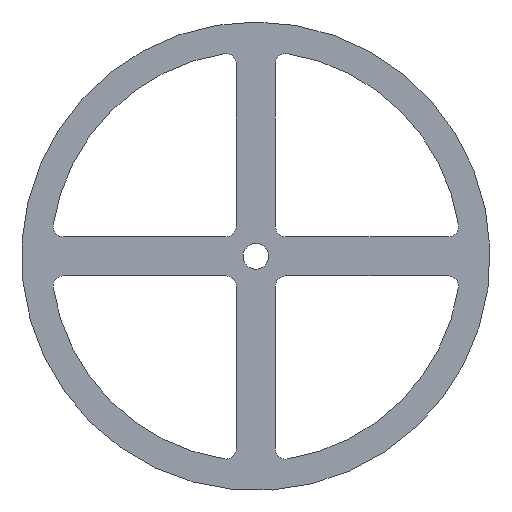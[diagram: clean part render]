
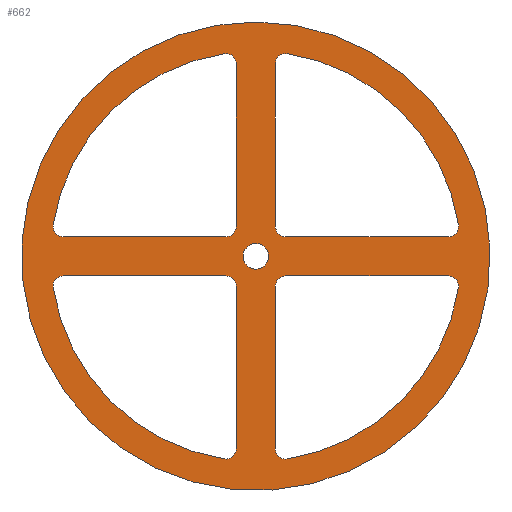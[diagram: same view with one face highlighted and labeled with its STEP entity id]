
A CAD part, front view. The second image highlights one B-rep face of the part: STEP entity #662.
In plain terms, the highlighted planar face has unit normal (0, -1, 0).
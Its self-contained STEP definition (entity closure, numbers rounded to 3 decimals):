
#81=CARTESIAN_POINT('',(0.,-35.,0.));
#82=DIRECTION('',(0.,-1.,0.));
#83=DIRECTION('',(-0.998,0.,0.066));
#84=AXIS2_PLACEMENT_3D('',#81,#82,#83);
#86=CARTESIAN_POINT('',(0.,-35.,0.));
#87=DIRECTION('',(0.,-1.,0.));
#88=DIRECTION('',(0.,0.,1.));
#89=AXIS2_PLACEMENT_3D('',#86,#87,#88);
#91=CARTESIAN_POINT('',(0.,-35.,0.));
#92=DIRECTION('',(0.,1.,0.));
#93=DIRECTION('',(0.,0.,-1.));
#94=AXIS2_PLACEMENT_3D('',#91,#92,#93);
#96=CARTESIAN_POINT('',(0.,-35.,0.));
#97=DIRECTION('',(0.,1.,0.));
#98=DIRECTION('',(0.,0.,1.));
#99=AXIS2_PLACEMENT_3D('',#96,#97,#98);
#101=DIRECTION('',(-1.,0.,0.));
#102=VECTOR('',#101,158.673);
#103=CARTESIAN_POINT('',(-29.087,-35.,19.087));
#104=LINE('',#103,#102);
#105=DIRECTION('',(0.,0.,-1.));
#106=VECTOR('',#105,158.673);
#107=CARTESIAN_POINT('',(-19.087,-35.,187.76));
#108=LINE('',#107,#106);
#109=CARTESIAN_POINT('',(0.,-35.,0.));
#110=DIRECTION('',(0.,1.,0.));
#111=DIRECTION('',(-0.988,0.,0.153));
#112=AXIS2_PLACEMENT_3D('',#109,#110,#111);
#114=DIRECTION('',(0.,0.,1.));
#115=VECTOR('',#114,158.673);
#116=CARTESIAN_POINT('',(19.087,-35.,-187.76));
#117=LINE('',#116,#115);
#118=CARTESIAN_POINT('',(0.,-35.,0.));
#119=DIRECTION('',(0.,1.,0.));
#120=DIRECTION('',(0.988,0.,-0.153));
#121=AXIS2_PLACEMENT_3D('',#118,#119,#120);
#123=DIRECTION('',(1.,0.,0.));
#124=VECTOR('',#123,158.673);
#125=CARTESIAN_POINT('',(29.087,-35.,-19.087));
#126=LINE('',#125,#124);
#127=DIRECTION('',(0.,0.,-1.));
#128=VECTOR('',#127,158.673);
#129=CARTESIAN_POINT('',(-19.087,-35.,-29.087));
#130=LINE('',#129,#128);
#131=DIRECTION('',(1.,0.,0.));
#132=VECTOR('',#131,158.673);
#133=CARTESIAN_POINT('',(-187.76,-35.,-19.087));
#134=LINE('',#133,#132);
#135=CARTESIAN_POINT('',(0.,-35.,0.));
#136=DIRECTION('',(0.,1.,0.));
#137=DIRECTION('',(-0.153,0.,-0.988));
#138=AXIS2_PLACEMENT_3D('',#135,#136,#137);
#140=DIRECTION('',(0.,0.,1.));
#141=VECTOR('',#140,158.673);
#142=CARTESIAN_POINT('',(19.087,-35.,29.087));
#143=LINE('',#142,#141);
#144=DIRECTION('',(-1.,0.,0.));
#145=VECTOR('',#144,158.673);
#146=CARTESIAN_POINT('',(187.76,-35.,19.087));
#147=LINE('',#146,#145);
#148=CARTESIAN_POINT('',(0.,-35.,0.));
#149=DIRECTION('',(0.,1.,0.));
#150=DIRECTION('',(0.153,0.,0.988));
#151=AXIS2_PLACEMENT_3D('',#148,#149,#150);
#174=CARTESIAN_POINT('',(-187.76,-35.,29.087));
#175=DIRECTION('',(0.,1.,0.));
#176=DIRECTION('',(0.,0.,-1.));
#177=AXIS2_PLACEMENT_3D('',#174,#175,#176);
#192=CARTESIAN_POINT('',(-29.087,-35.,187.76));
#193=DIRECTION('',(0.,1.,0.));
#194=DIRECTION('',(-0.153,0.,0.988));
#195=AXIS2_PLACEMENT_3D('',#192,#193,#194);
#210=CARTESIAN_POINT('',(-29.087,-35.,29.087));
#211=DIRECTION('',(0.,1.,0.));
#212=DIRECTION('',(1.,0.,0.));
#213=AXIS2_PLACEMENT_3D('',#210,#211,#212);
#228=CARTESIAN_POINT('',(29.087,-35.,-187.76));
#229=DIRECTION('',(0.,1.,0.));
#230=DIRECTION('',(0.153,0.,-0.988));
#231=AXIS2_PLACEMENT_3D('',#228,#229,#230);
#246=CARTESIAN_POINT('',(187.76,-35.,-29.087));
#247=DIRECTION('',(0.,1.,0.));
#248=DIRECTION('',(0.,0.,1.));
#249=AXIS2_PLACEMENT_3D('',#246,#247,#248);
#264=CARTESIAN_POINT('',(29.087,-35.,-29.087));
#265=DIRECTION('',(0.,1.,0.));
#266=DIRECTION('',(-1.,0.,0.));
#267=AXIS2_PLACEMENT_3D('',#264,#265,#266);
#282=CARTESIAN_POINT('',(-29.087,-35.,-187.76));
#283=DIRECTION('',(0.,1.,0.));
#284=DIRECTION('',(1.,0.,0.));
#285=AXIS2_PLACEMENT_3D('',#282,#283,#284);
#300=CARTESIAN_POINT('',(-187.76,-35.,-29.087));
#301=DIRECTION('',(0.,1.,0.));
#302=DIRECTION('',(-0.988,0.,-0.153));
#303=AXIS2_PLACEMENT_3D('',#300,#301,#302);
#318=CARTESIAN_POINT('',(-29.087,-35.,-29.087));
#319=DIRECTION('',(0.,1.,0.));
#320=DIRECTION('',(0.,0.,1.));
#321=AXIS2_PLACEMENT_3D('',#318,#319,#320);
#336=CARTESIAN_POINT('',(29.087,-35.,187.76));
#337=DIRECTION('',(0.,1.,0.));
#338=DIRECTION('',(-1.,0.,0.));
#339=AXIS2_PLACEMENT_3D('',#336,#337,#338);
#354=CARTESIAN_POINT('',(187.76,-35.,29.087));
#355=DIRECTION('',(0.,1.,0.));
#356=DIRECTION('',(0.988,0.,0.153));
#357=AXIS2_PLACEMENT_3D('',#354,#355,#356);
#372=CARTESIAN_POINT('',(29.087,-35.,29.087));
#373=DIRECTION('',(0.,1.,0.));
#374=DIRECTION('',(0.,0.,-1.));
#375=AXIS2_PLACEMENT_3D('',#372,#373,#374);
#381=CARTESIAN_POINT('',(-228.007,-35.,15.));
#382=CARTESIAN_POINT('',(0.,-35.,228.5));
#383=VERTEX_POINT('',#381);
#384=VERTEX_POINT('',#382);
#386=CARTESIAN_POINT('',(187.76,-35.,19.087));
#388=VERTEX_POINT('',#386);
#390=CARTESIAN_POINT('',(197.642,-35.,30.618));
#392=VERTEX_POINT('',#390);
#394=CARTESIAN_POINT('',(197.642,-35.,-30.618));
#396=VERTEX_POINT('',#394);
#398=CARTESIAN_POINT('',(187.76,-35.,-19.087));
#400=VERTEX_POINT('',#398);
#402=CARTESIAN_POINT('',(30.618,-35.,197.642));
#404=VERTEX_POINT('',#402);
#406=CARTESIAN_POINT('',(19.087,-35.,187.76));
#408=VERTEX_POINT('',#406);
#410=CARTESIAN_POINT('',(-19.087,-35.,187.76));
#412=VERTEX_POINT('',#410);
#414=CARTESIAN_POINT('',(-30.618,-35.,197.642));
#416=VERTEX_POINT('',#414);
#418=CARTESIAN_POINT('',(-30.618,-35.,-197.642));
#420=VERTEX_POINT('',#418);
#422=CARTESIAN_POINT('',(-19.087,-35.,-187.76));
#424=VERTEX_POINT('',#422);
#426=CARTESIAN_POINT('',(19.087,-35.,-187.76));
#428=VERTEX_POINT('',#426);
#430=CARTESIAN_POINT('',(30.618,-35.,-197.642));
#432=VERTEX_POINT('',#430);
#434=CARTESIAN_POINT('',(-197.642,-35.,30.618));
#436=VERTEX_POINT('',#434);
#438=CARTESIAN_POINT('',(-187.76,-35.,19.087));
#440=VERTEX_POINT('',#438);
#442=CARTESIAN_POINT('',(-187.76,-35.,-19.087));
#444=VERTEX_POINT('',#442);
#446=CARTESIAN_POINT('',(-197.642,-35.,-30.618));
#448=VERTEX_POINT('',#446);
#465=CARTESIAN_POINT('',(19.087,-35.,-29.087));
#466=VERTEX_POINT('',#465);
#467=CARTESIAN_POINT('',(29.087,-35.,-19.087));
#468=VERTEX_POINT('',#467);
#469=CARTESIAN_POINT('',(-19.087,-35.,-29.087));
#470=VERTEX_POINT('',#469);
#471=CARTESIAN_POINT('',(-29.087,-35.,-19.087));
#472=VERTEX_POINT('',#471);
#473=CARTESIAN_POINT('',(-19.087,-35.,29.087));
#474=VERTEX_POINT('',#473);
#475=CARTESIAN_POINT('',(-29.087,-35.,19.087));
#476=VERTEX_POINT('',#475);
#477=CARTESIAN_POINT('',(19.087,-35.,29.087));
#478=VERTEX_POINT('',#477);
#479=CARTESIAN_POINT('',(29.087,-35.,19.087));
#480=VERTEX_POINT('',#479);
#485=CARTESIAN_POINT('',(0.,-35.,-12.5));
#486=CARTESIAN_POINT('',(0.,-35.,12.5));
#487=VERTEX_POINT('',#485);
#488=VERTEX_POINT('',#486);
#591=CARTESIAN_POINT('',(0.,-35.,0.));
#592=DIRECTION('',(0.,-1.,0.));
#593=DIRECTION('',(0.,0.,-1.));
#594=AXIS2_PLACEMENT_3D('',#591,#592,#593);
#595=PLANE('',#594);
#596=ORIENTED_EDGE('',*,*,#571,.F.);
#597=ORIENTED_EDGE('',*,*,#585,.F.);
#598=EDGE_LOOP('',(#596,#597));
#599=FACE_OUTER_BOUND('',#598,.F.);
#601=ORIENTED_EDGE('',*,*,#600,.F.);
#603=ORIENTED_EDGE('',*,*,#602,.F.);
#604=EDGE_LOOP('',(#601,#603));
#605=FACE_BOUND('',#604,.F.);
#607=ORIENTED_EDGE('',*,*,#606,.F.);
#609=ORIENTED_EDGE('',*,*,#608,.F.);
#611=ORIENTED_EDGE('',*,*,#610,.F.);
#613=ORIENTED_EDGE('',*,*,#612,.F.);
#615=ORIENTED_EDGE('',*,*,#614,.F.);
#617=ORIENTED_EDGE('',*,*,#616,.F.);
#618=EDGE_LOOP('',(#607,#609,#611,#613,#615,#617));
#619=FACE_BOUND('',#618,.F.);
#621=ORIENTED_EDGE('',*,*,#620,.F.);
#623=ORIENTED_EDGE('',*,*,#622,.F.);
#625=ORIENTED_EDGE('',*,*,#624,.F.);
#627=ORIENTED_EDGE('',*,*,#626,.F.);
#629=ORIENTED_EDGE('',*,*,#628,.F.);
#631=ORIENTED_EDGE('',*,*,#630,.F.);
#632=EDGE_LOOP('',(#621,#623,#625,#627,#629,#631));
#633=FACE_BOUND('',#632,.F.);
#635=ORIENTED_EDGE('',*,*,#634,.F.);
#637=ORIENTED_EDGE('',*,*,#636,.F.);
#639=ORIENTED_EDGE('',*,*,#638,.F.);
#641=ORIENTED_EDGE('',*,*,#640,.F.);
#643=ORIENTED_EDGE('',*,*,#642,.F.);
#645=ORIENTED_EDGE('',*,*,#644,.F.);
#646=EDGE_LOOP('',(#635,#637,#639,#641,#643,#645));
#647=FACE_BOUND('',#646,.F.);
#649=ORIENTED_EDGE('',*,*,#648,.F.);
#651=ORIENTED_EDGE('',*,*,#650,.F.);
#653=ORIENTED_EDGE('',*,*,#652,.F.);
#655=ORIENTED_EDGE('',*,*,#654,.F.);
#657=ORIENTED_EDGE('',*,*,#656,.F.);
#659=ORIENTED_EDGE('',*,*,#658,.F.);
#660=EDGE_LOOP('',(#649,#651,#653,#655,#657,#659));
#661=FACE_BOUND('',#660,.F.);
#662=ADVANCED_FACE('',(#599,#605,#619,#633,#647,#661),#595,.T.);
#85=CIRCLE('',#84,228.5);
#90=CIRCLE('',#89,228.5);
#95=CIRCLE('',#94,12.5);
#100=CIRCLE('',#99,12.5);
#113=CIRCLE('',#112,200.);
#122=CIRCLE('',#121,200.);
#139=CIRCLE('',#138,200.);
#152=CIRCLE('',#151,200.);
#178=CIRCLE('',#177,10.);
#196=CIRCLE('',#195,10.);
#214=CIRCLE('',#213,10.);
#232=CIRCLE('',#231,10.);
#250=CIRCLE('',#249,10.);
#268=CIRCLE('',#267,10.);
#286=CIRCLE('',#285,10.);
#304=CIRCLE('',#303,10.);
#322=CIRCLE('',#321,10.);
#340=CIRCLE('',#339,10.);
#358=CIRCLE('',#357,10.);
#376=CIRCLE('',#375,10.);
#571=EDGE_CURVE('',#383,#384,#85,.T.);
#585=EDGE_CURVE('',#384,#383,#90,.T.);
#600=EDGE_CURVE('',#487,#488,#95,.T.);
#602=EDGE_CURVE('',#488,#487,#100,.T.);
#606=EDGE_CURVE('',#476,#440,#104,.T.);
#608=EDGE_CURVE('',#474,#476,#214,.T.);
#610=EDGE_CURVE('',#412,#474,#108,.T.);
#612=EDGE_CURVE('',#416,#412,#196,.T.);
#614=EDGE_CURVE('',#436,#416,#113,.T.);
#616=EDGE_CURVE('',#440,#436,#178,.T.);
#620=EDGE_CURVE('',#428,#466,#117,.T.);
#622=EDGE_CURVE('',#432,#428,#232,.T.);
#624=EDGE_CURVE('',#396,#432,#122,.T.);
#626=EDGE_CURVE('',#400,#396,#250,.T.);
#628=EDGE_CURVE('',#468,#400,#126,.T.);
#630=EDGE_CURVE('',#466,#468,#268,.T.);
#634=EDGE_CURVE('',#470,#424,#130,.T.);
#636=EDGE_CURVE('',#472,#470,#322,.T.);
#638=EDGE_CURVE('',#444,#472,#134,.T.);
#640=EDGE_CURVE('',#448,#444,#304,.T.);
#642=EDGE_CURVE('',#420,#448,#139,.T.);
#644=EDGE_CURVE('',#424,#420,#286,.T.);
#648=EDGE_CURVE('',#478,#408,#143,.T.);
#650=EDGE_CURVE('',#480,#478,#376,.T.);
#652=EDGE_CURVE('',#388,#480,#147,.T.);
#654=EDGE_CURVE('',#392,#388,#358,.T.);
#656=EDGE_CURVE('',#404,#392,#152,.T.);
#658=EDGE_CURVE('',#408,#404,#340,.T.);
